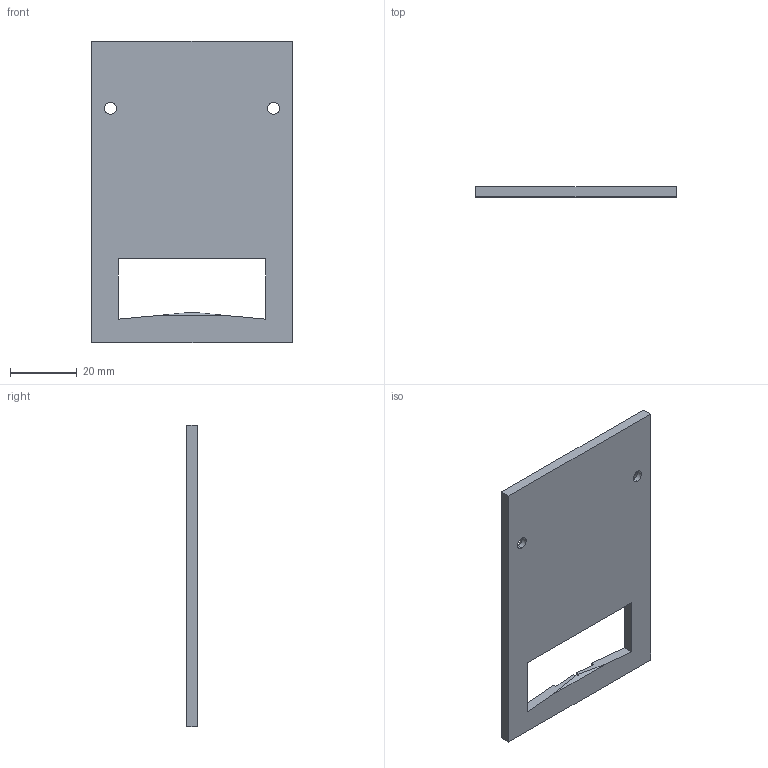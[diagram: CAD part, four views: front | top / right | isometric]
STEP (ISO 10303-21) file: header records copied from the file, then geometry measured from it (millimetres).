
FILE_DESCRIPTION (( 'STEP AP214' ), '1' );
FILE_NAME ('bridgeForAirCooledPeltier2.STEP', '2016-04-20T18:41:29', ( '' ), ( '' ), 'SwSTEP 2.0', 'SolidWorks 2014', '' );
FILE_SCHEMA (( 'AUTOMOTIVE_DESIGN' ));
Length unit declared in the file: millimetre
Products named in the file (1): bridgeForAirCooledPeltier2
Bounding box: 60 x 3 x 90 mm (x, y, z)
Volume: 13729.1 mm3; surface area: 10577.2 mm2
Topology: 1 solids, 1 shells, 27 faces, 72 edges, 46 vertices
Faces by surface type: plane 19, cylinder 4, cone 4
Entity records: 876 total; most frequent: CARTESIAN_POINT 146, ORIENTED_EDGE 144, DIRECTION 140, EDGE_CURVE 72, LINE 60, VECTOR 60, VERTEX_POINT 46, AXIS2_PLACEMENT_3D 40
